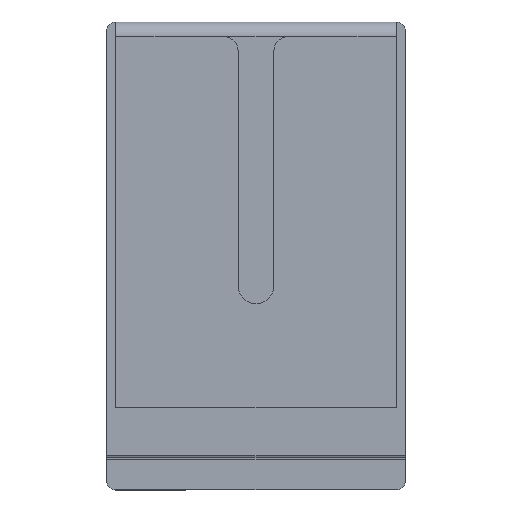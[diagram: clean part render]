
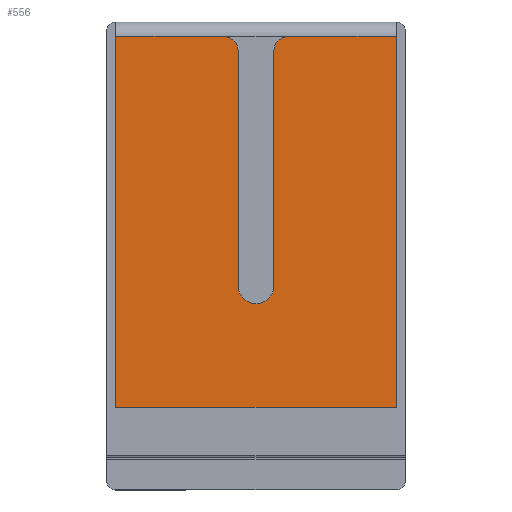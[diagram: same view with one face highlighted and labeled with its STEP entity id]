
A CAD part, top view. The second image highlights one B-rep face of the part: STEP entity #556.
In plain terms, the highlighted planar face has unit normal (0, 0, 1).
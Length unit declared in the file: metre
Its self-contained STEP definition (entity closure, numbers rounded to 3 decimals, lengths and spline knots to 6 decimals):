
#30=CIRCLE('',#607,0.005);
#34=CIRCLE('',#613,0.004);
#35=CIRCLE('',#614,0.004);
#176=ORIENTED_EDGE('',*,*,#255,.F.);
#177=ORIENTED_EDGE('',*,*,#271,.T.);
#178=ORIENTED_EDGE('',*,*,#257,.T.);
#179=ORIENTED_EDGE('',*,*,#213,.T.);
#180=ORIENTED_EDGE('',*,*,#195,.F.);
#181=ORIENTED_EDGE('',*,*,#198,.T.);
#182=ORIENTED_EDGE('',*,*,#262,.T.);
#183=ORIENTED_EDGE('',*,*,#272,.T.);
#184=ORIENTED_EDGE('',*,*,#263,.T.);
#185=ORIENTED_EDGE('',*,*,#267,.F.);
#195=EDGE_CURVE('',#273,#275,#326,.T.);
#198=EDGE_CURVE('',#273,#277,#329,.F.);
#213=EDGE_CURVE('',#285,#275,#342,.T.);
#255=EDGE_CURVE('',#315,#316,#376,.T.);
#257=EDGE_CURVE('',#317,#285,#378,.T.);
#262=EDGE_CURVE('',#277,#320,#383,.T.);
#263=EDGE_CURVE('',#321,#322,#384,.T.);
#267=EDGE_CURVE('',#316,#322,#30,.T.);
#271=EDGE_CURVE('',#315,#317,#34,.T.);
#272=EDGE_CURVE('',#320,#321,#35,.T.);
#273=VERTEX_POINT('',#775);
#275=VERTEX_POINT('',#778);
#277=VERTEX_POINT('',#784);
#285=VERTEX_POINT('',#801);
#315=VERTEX_POINT('',#897);
#316=VERTEX_POINT('',#899);
#317=VERTEX_POINT('',#903);
#320=VERTEX_POINT('',#911);
#321=VERTEX_POINT('',#915);
#322=VERTEX_POINT('',#916);
#326=LINE('',#777,#389);
#329=LINE('',#783,#392);
#342=LINE('',#813,#405);
#376=LINE('',#898,#439);
#378=LINE('',#902,#441);
#383=LINE('',#912,#446);
#384=LINE('',#914,#447);
#389=VECTOR('',#622,1.);
#392=VECTOR('',#627,1.);
#405=VECTOR('',#646,1.);
#439=VECTOR('',#732,1.);
#441=VECTOR('',#736,1.);
#446=VECTOR('',#743,1.);
#447=VECTOR('',#746,1.);
#477=EDGE_LOOP('',(#176,#177,#178,#179,#180,#181,#182,#183,#184,#185));
#506=FACE_BOUND('',#477,.T.);
#529=PLANE('',#612);
#556=ADVANCED_FACE('',(#506),#529,.T.);
#607=AXIS2_PLACEMENT_3D('',#923,#752,#753);
#612=AXIS2_PLACEMENT_3D('',#928,#762,#763);
#613=AXIS2_PLACEMENT_3D('',#929,#764,#765);
#614=AXIS2_PLACEMENT_3D('',#930,#766,#767);
#622=DIRECTION('',(-1.,0.,0.));
#627=DIRECTION('',(0.,-1.,0.));
#646=DIRECTION('',(0.,-1.,0.));
#732=DIRECTION('',(0.,-1.,0.));
#736=DIRECTION('',(-1.,0.,0.));
#743=DIRECTION('',(-1.,0.,0.));
#746=DIRECTION('',(0.,-1.,0.));
#752=DIRECTION('',(0.,0.,1.));
#753=DIRECTION('',(1.,0.,0.));
#762=DIRECTION('',(0.,0.,1.));
#763=DIRECTION('',(1.,0.,0.));
#764=DIRECTION('',(0.,0.,1.));
#765=DIRECTION('',(1.,0.,0.));
#766=DIRECTION('',(0.,0.,1.));
#767=DIRECTION('',(1.,0.,0.));
#775=CARTESIAN_POINT('',(-0.0025,0.023,0.017));
#777=CARTESIAN_POINT('',(-0.0025,0.023,0.017));
#778=CARTESIAN_POINT('',(-0.0805,0.023,0.017));
#783=CARTESIAN_POINT('',(-0.0025,0.0745,0.017));
#784=CARTESIAN_POINT('',(-0.0025,0.126,0.017));
#801=CARTESIAN_POINT('',(-0.0805,0.126,0.017));
#813=CARTESIAN_POINT('',(-0.0805,0.0765,0.017));
#897=CARTESIAN_POINT('',(-0.0465,0.122,0.017));
#898=CARTESIAN_POINT('',(-0.0465,0.091376,0.017));
#899=CARTESIAN_POINT('',(-0.0465,0.056752,0.017));
#902=CARTESIAN_POINT('',(-0.0025,0.126,0.017));
#903=CARTESIAN_POINT('',(-0.0505,0.126,0.017));
#911=CARTESIAN_POINT('',(-0.0325,0.126,0.017));
#912=CARTESIAN_POINT('',(-0.0025,0.126,0.017));
#914=CARTESIAN_POINT('',(-0.0365,0.091376,0.017));
#915=CARTESIAN_POINT('',(-0.0365,0.122,0.017));
#916=CARTESIAN_POINT('',(-0.0365,0.056752,0.017));
#923=CARTESIAN_POINT('',(-0.0415,0.056752,0.017));
#928=CARTESIAN_POINT('',(-0.0425,0.0745,0.017));
#929=CARTESIAN_POINT('',(-0.0505,0.122,0.017));
#930=CARTESIAN_POINT('',(-0.0325,0.122,0.017));
